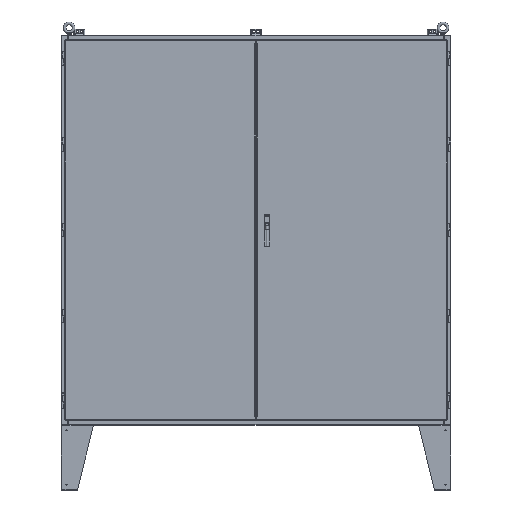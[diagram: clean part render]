
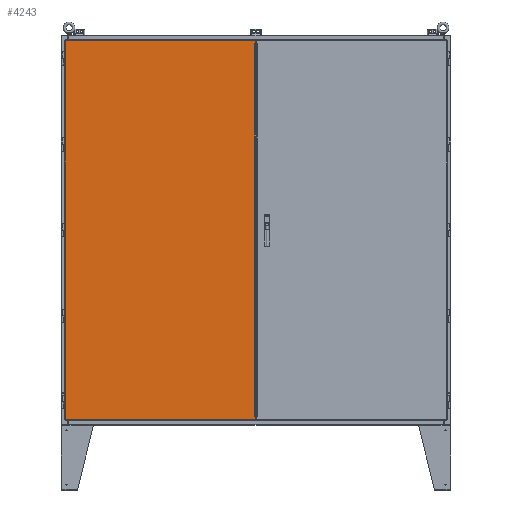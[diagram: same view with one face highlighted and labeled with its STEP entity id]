
A CAD part, front view. The second image highlights one B-rep face of the part: STEP entity #4243.
In plain terms, the highlighted planar face has unit normal (0, -1, 0).
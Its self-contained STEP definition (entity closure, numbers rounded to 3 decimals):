
#4243 = ADVANCED_FACE( '', ( #10779 ), #10780, .T. );
#10779 = FACE_OUTER_BOUND( '', #21186, .T. );
#10780 = PLANE( '', #21187 );
#21186 = EDGE_LOOP( '', ( #42810, #42811, #42812, #42813, #42814, #42815, #42816, #42817, #42818, #42819 ) );
#21187 = AXIS2_PLACEMENT_3D( '', #42820, #42821, #42822 );
#42810 = ORIENTED_EDGE( '', *, *, #73836, .F. );
#42811 = ORIENTED_EDGE( '', *, *, #73837, .T. );
#42812 = ORIENTED_EDGE( '', *, *, #73838, .T. );
#42813 = ORIENTED_EDGE( '', *, *, #73839, .T. );
#42814 = ORIENTED_EDGE( '', *, *, #73840, .T. );
#42815 = ORIENTED_EDGE( '', *, *, #72905, .T. );
#42816 = ORIENTED_EDGE( '', *, *, #73841, .T. );
#42817 = ORIENTED_EDGE( '', *, *, #73842, .F. );
#42818 = ORIENTED_EDGE( '', *, *, #73843, .F. );
#42819 = ORIENTED_EDGE( '', *, *, #73844, .T. );
#42820 = CARTESIAN_POINT( '', ( 0., 0., 0. ) );
#42821 = DIRECTION( '', ( 0., -1., 0. ) );
#42822 = DIRECTION( '', ( 0., 0., -1. ) );
#72905 = EDGE_CURVE( '', #82705, #82710, #82712, .T. );
#73836 = EDGE_CURVE( '', #84385, #84386, #84387, .T. );
#73837 = EDGE_CURVE( '', #84385, #84388, #84389, .T. );
#73838 = EDGE_CURVE( '', #84388, #84390, #84391, .T. );
#73839 = EDGE_CURVE( '', #84390, #84392, #84393, .T. );
#73840 = EDGE_CURVE( '', #84392, #82705, #84394, .T. );
#73841 = EDGE_CURVE( '', #82710, #84395, #84396, .T. );
#73842 = EDGE_CURVE( '', #84397, #84395, #84398, .T. );
#73843 = EDGE_CURVE( '', #84399, #84397, #84400, .T. );
#73844 = EDGE_CURVE( '', #84399, #84386, #84401, .T. );
#82705 = VERTEX_POINT( '', #97323 );
#82710 = VERTEX_POINT( '', #97338 );
#82712 = LINE( '', #97340, #97341 );
#84385 = VERTEX_POINT( '', #101899 );
#84386 = VERTEX_POINT( '', #101900 );
#84387 = LINE( '', #101901, #101902 );
#84388 = VERTEX_POINT( '', #101903 );
#84389 = LINE( '', #101904, #101905 );
#84390 = VERTEX_POINT( '', #101906 );
#84391 = LINE( '', #101907, #101908 );
#84392 = VERTEX_POINT( '', #101909 );
#84393 = LINE( '', #101910, #101911 );
#84394 = LINE( '', #101912, #101913 );
#84395 = VERTEX_POINT( '', #101914 );
#84396 = LINE( '', #101915, #101916 );
#84397 = VERTEX_POINT( '', #101917 );
#84398 = LINE( '', #101918, #101919 );
#84399 = VERTEX_POINT( '', #101920 );
#84400 = LINE( '', #101921, #101922 );
#84401 = LINE( '', #101923, #101924 );
#97323 = CARTESIAN_POINT( '', ( -444.513, 0., -888.695 ) );
#97338 = CARTESIAN_POINT( '', ( 447.993, 0., -888.695 ) );
#97340 = CARTESIAN_POINT( '', ( 447.993, 0., -888.695 ) );
#97341 = VECTOR( '', #135487, 1000. );
#101899 = CARTESIAN_POINT( '', ( 444.513, 0., 874.067 ) );
#101900 = CARTESIAN_POINT( '', ( 444.513, 0., 874.065 ) );
#101901 = CARTESIAN_POINT( '', ( 444.513, 0., -874.067 ) );
#101902 = VECTOR( '', #136095, 1000. );
#101903 = CARTESIAN_POINT( '', ( 447.993, 0., 874.067 ) );
#101904 = CARTESIAN_POINT( '', ( 447.993, 0., 874.067 ) );
#101905 = VECTOR( '', #136096, 1000. );
#101906 = CARTESIAN_POINT( '', ( 447.993, 0., 888.695 ) );
#101907 = CARTESIAN_POINT( '', ( 447.993, 0., -892.175 ) );
#101908 = VECTOR( '', #136097, 1000. );
#101909 = CARTESIAN_POINT( '', ( -444.513, 0., 888.695 ) );
#101910 = CARTESIAN_POINT( '', ( -447.993, 0., 888.695 ) );
#101911 = VECTOR( '', #136098, 1000. );
#101912 = CARTESIAN_POINT( '', ( -444.513, 0., -892.175 ) );
#101913 = VECTOR( '', #136099, 1000. );
#101914 = CARTESIAN_POINT( '', ( 447.993, 0., -874.067 ) );
#101915 = CARTESIAN_POINT( '', ( 447.993, 0., -892.175 ) );
#101916 = VECTOR( '', #136100, 1000. );
#101917 = CARTESIAN_POINT( '', ( 444.513, 0., -874.067 ) );
#101918 = CARTESIAN_POINT( '', ( 447.993, 0., -874.067 ) );
#101919 = VECTOR( '', #136101, 1000. );
#101920 = CARTESIAN_POINT( '', ( 444.513, 0., -874.065 ) );
#101921 = CARTESIAN_POINT( '', ( 444.513, 0., -874.067 ) );
#101922 = VECTOR( '', #136102, 1000. );
#101923 = CARTESIAN_POINT( '', ( 444.513, 0., -874.065 ) );
#101924 = VECTOR( '', #136103, 1000. );
#135487 = DIRECTION( '', ( 1., 0., 0. ) );
#136095 = DIRECTION( '', ( 0., 0., -1. ) );
#136096 = DIRECTION( '', ( 1., 0., 0. ) );
#136097 = DIRECTION( '', ( 0., 0., 1. ) );
#136098 = DIRECTION( '', ( -1., 0., 0. ) );
#136099 = DIRECTION( '', ( 0., 0., -1. ) );
#136100 = DIRECTION( '', ( 0., 0., 1. ) );
#136101 = DIRECTION( '', ( 1., 0., 0. ) );
#136102 = DIRECTION( '', ( 0., 0., -1. ) );
#136103 = DIRECTION( '', ( 0., 0., 1. ) );
